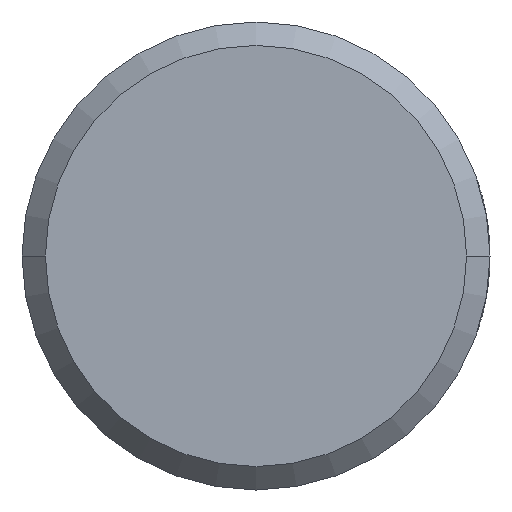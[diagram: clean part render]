
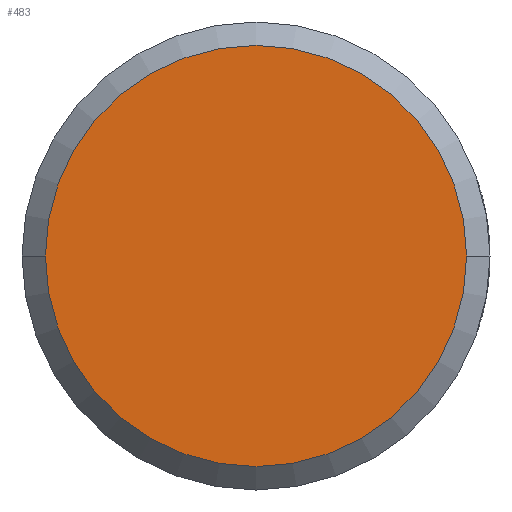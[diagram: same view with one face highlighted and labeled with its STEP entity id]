
A CAD part, front view. The second image highlights one B-rep face of the part: STEP entity #483.
In plain terms, the highlighted planar face has unit normal (0, -1, 0).
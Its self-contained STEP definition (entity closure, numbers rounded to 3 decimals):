
#39=CARTESIAN_POINT('',(0.,-38.,0.));
#40=DIRECTION('',(0.,1.,0.));
#41=DIRECTION('',(1.,0.,0.));
#42=AXIS2_PLACEMENT_3D('',#39,#40,#41);
#48=CARTESIAN_POINT('',(0.,-38.,0.));
#49=DIRECTION('',(0.,1.,0.));
#50=DIRECTION('',(-1.,0.,0.));
#51=AXIS2_PLACEMENT_3D('',#48,#49,#50);
#436=CARTESIAN_POINT('',(5.4,-38.,0.));
#437=CARTESIAN_POINT('',(-5.4,-38.,0.));
#438=VERTEX_POINT('',#436);
#439=VERTEX_POINT('',#437);
#472=CARTESIAN_POINT('',(0.,-38.,0.));
#473=DIRECTION('',(0.,-1.,0.));
#474=DIRECTION('',(-1.,0.,0.));
#475=AXIS2_PLACEMENT_3D('',#472,#473,#474);
#476=PLANE('',#475);
#478=ORIENTED_EDGE('',*,*,#477,.T.);
#480=ORIENTED_EDGE('',*,*,#479,.T.);
#481=EDGE_LOOP('',(#478,#480));
#482=FACE_OUTER_BOUND('',#481,.F.);
#483=ADVANCED_FACE('',(#482),#476,.T.);
#43=CIRCLE('',#42,5.4);
#52=CIRCLE('',#51,5.4);
#477=EDGE_CURVE('',#438,#439,#43,.T.);
#479=EDGE_CURVE('',#439,#438,#52,.T.);
